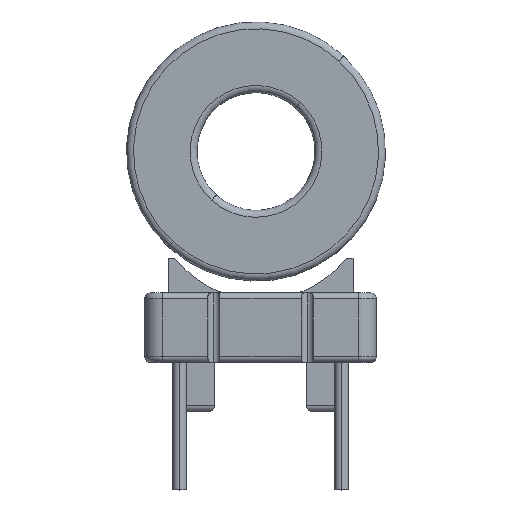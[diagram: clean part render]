
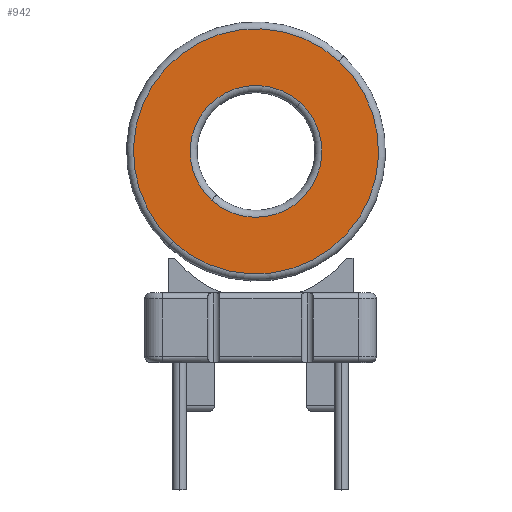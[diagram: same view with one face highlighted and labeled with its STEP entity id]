
A CAD part, top view. The second image highlights one B-rep face of the part: STEP entity #942.
In plain terms, the highlighted face is planar.
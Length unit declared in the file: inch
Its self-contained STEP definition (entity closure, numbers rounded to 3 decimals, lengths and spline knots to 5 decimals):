
#85 = DIRECTION ( 'NONE',  ( 0., 0., 1. ) ) ;
#164 = ORIENTED_EDGE ( 'NONE', *, *, #964, .T. ) ;
#197 = CARTESIAN_POINT ( 'NONE',  ( 0., 0.22835, 0.1122 ) ) ;
#539 = CARTESIAN_POINT ( 'NONE',  ( 0., 0.22835, 0.20866 ) ) ;
#631 = EDGE_CURVE ( 'NONE', #3148, #3631, #4092, .T. ) ;
#665 = DIRECTION ( 'NONE',  ( 0., 0., 1. ) ) ;
#762 = CARTESIAN_POINT ( 'NONE',  ( 0., 0.22835, 0. ) ) ;
#795 = FACE_OUTER_BOUND ( 'NONE', #1209, .T. ) ;
#890 = ORIENTED_EDGE ( 'NONE', *, *, #1682, .T. ) ;
#896 = AXIS2_PLACEMENT_3D ( 'NONE', #1559, #4082, #3741 ) ;
#915 = DIRECTION ( 'NONE',  ( 0., 0., 1. ) ) ;
#930 = DIRECTION ( 'NONE',  ( 0., 1., 0. ) ) ;
#942 = ADVANCED_FACE ( 'NONE', ( #2539, #795 ), #4090, .T. ) ;
#964 = EDGE_CURVE ( 'NONE', #3631, #3148, #2774, .T. ) ;
#981 = ORIENTED_EDGE ( 'NONE', *, *, #631, .T. ) ;
#1073 = AXIS2_PLACEMENT_3D ( 'NONE', #2197, #1946, #665 ) ;
#1103 = DIRECTION ( 'NONE',  ( 0., 1., 0. ) ) ;
#1209 = EDGE_LOOP ( 'NONE', ( #981, #164 ) ) ;
#1559 = CARTESIAN_POINT ( 'NONE',  ( 0., 0.22835, 0. ) ) ;
#1682 = EDGE_CURVE ( 'NONE', #3994, #4020, #2573, .T. ) ;
#1946 = DIRECTION ( 'NONE',  ( 0., 1., 0. ) ) ;
#2174 = EDGE_LOOP ( 'NONE', ( #890, #2706 ) ) ;
#2175 = AXIS2_PLACEMENT_3D ( 'NONE', #2252, #3223, #3813 ) ;
#2197 = CARTESIAN_POINT ( 'NONE',  ( 0., 0.22835, 0. ) ) ;
#2252 = CARTESIAN_POINT ( 'NONE',  ( 0., 0.22835, 0. ) ) ;
#2406 = AXIS2_PLACEMENT_3D ( 'NONE', #762, #1103, #85 ) ;
#2449 = CARTESIAN_POINT ( 'NONE',  ( 0., 0.22835, -0.20866 ) ) ;
#2498 = CARTESIAN_POINT ( 'NONE',  ( 0., 0.22835, 0. ) ) ;
#2539 = FACE_BOUND ( 'NONE', #2174, .T. ) ;
#2573 = CIRCLE ( 'NONE', #2175, 0.1122 ) ;
#2706 = ORIENTED_EDGE ( 'NONE', *, *, #3665, .T. ) ;
#2774 = CIRCLE ( 'NONE', #1073, 0.20866 ) ;
#3078 = CARTESIAN_POINT ( 'NONE',  ( 0., 0.22835, -0.1122 ) ) ;
#3148 = VERTEX_POINT ( 'NONE', #539 ) ;
#3223 = DIRECTION ( 'NONE',  ( 0., -1., 0. ) ) ;
#3315 = AXIS2_PLACEMENT_3D ( 'NONE', #2498, #930, #915 ) ;
#3631 = VERTEX_POINT ( 'NONE', #2449 ) ;
#3665 = EDGE_CURVE ( 'NONE', #4020, #3994, #3961, .T. ) ;
#3741 = DIRECTION ( 'NONE',  ( 0., 0., 1. ) ) ;
#3813 = DIRECTION ( 'NONE',  ( 0., 0., 1. ) ) ;
#3961 = CIRCLE ( 'NONE', #896, 0.1122 ) ;
#3994 = VERTEX_POINT ( 'NONE', #197 ) ;
#4020 = VERTEX_POINT ( 'NONE', #3078 ) ;
#4082 = DIRECTION ( 'NONE',  ( 0., -1., 0. ) ) ;
#4090 = PLANE ( 'NONE',  #3315 ) ;
#4092 = CIRCLE ( 'NONE', #2406, 0.20866 ) ;
